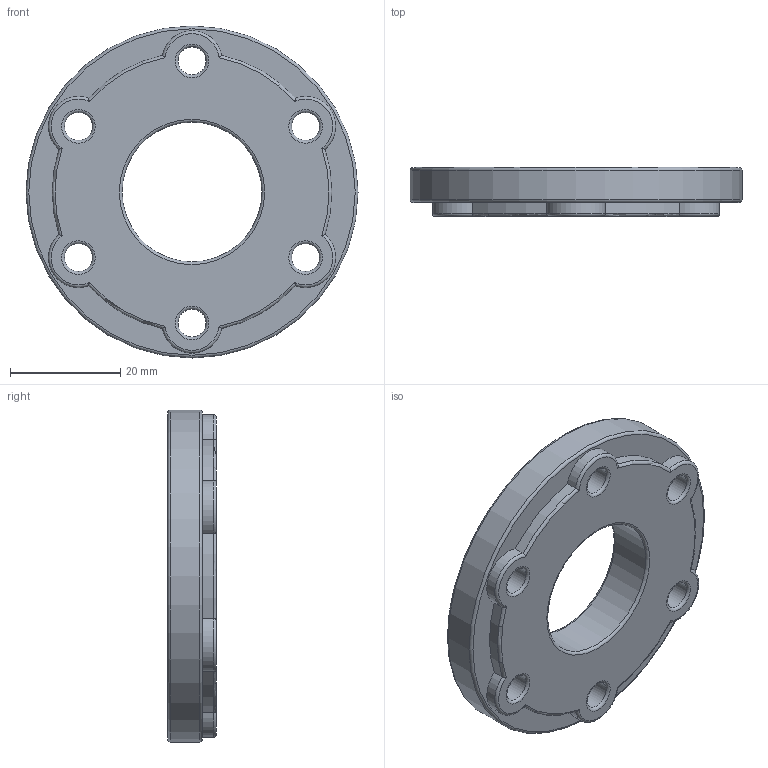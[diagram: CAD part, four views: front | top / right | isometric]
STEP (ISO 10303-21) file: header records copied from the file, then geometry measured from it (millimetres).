
FILE_DESCRIPTION( ( '' ), ' ' );
FILE_NAME( '5e21b24f622ad21562cda8c6.step', '2020-01-17T13:10:39', ( '' ), ( '' ), ' ', ' ', ' ' );
FILE_SCHEMA( ( 'AUTOMOTIVE_DESIGN { 1 0 10303 214 1 1 1 1 }' ) );
Length unit declared in the file: metre
Products named in the file (1): Part 1
Bounding box: 60.33 x 8.89 x 60.33 mm (x, y, z)
Volume: 18146 mm3; surface area: 7496.7 mm2
Topology: 1 solids, 1 shells, 51 faces, 116 edges, 68 vertices
Faces by surface type: torus 28, cylinder 20, plane 3
Full cylindrical faces by diameter (mm): 5.08 x6, 25.4 x1, 60.325 x1
Entity records: 1826 total; most frequent: CARTESIAN_POINT 296, DIRECTION 252, ORIENTED_EDGE 184, AXIS2_PLACEMENT_3D 120, EDGE_CURVE 92, EDGE_LOOP 90, FACE_OUTER_BOUND 75, VERTEX_POINT 68
